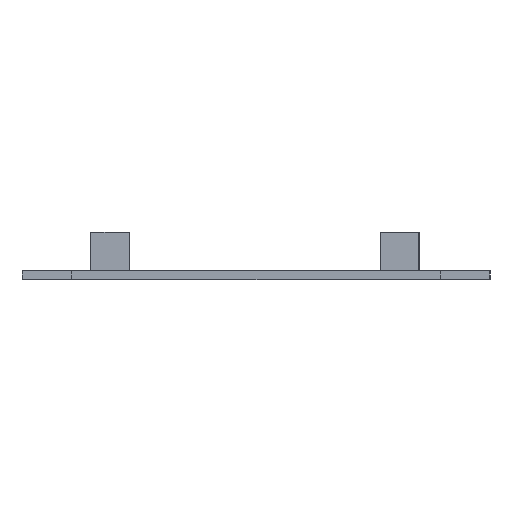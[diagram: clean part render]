
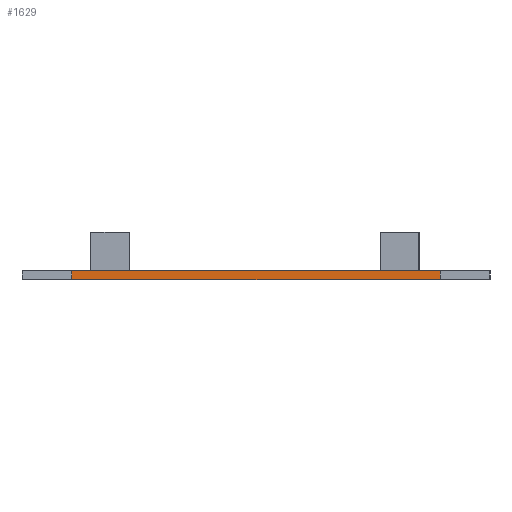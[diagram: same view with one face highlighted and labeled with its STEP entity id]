
A CAD part, left-side view. The second image highlights one B-rep face of the part: STEP entity #1629.
In plain terms, the highlighted planar face has unit normal (-1, 0, 0).
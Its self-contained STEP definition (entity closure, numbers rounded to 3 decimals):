
#1604 = VERTEX_POINT('',#1605);
#1605 = CARTESIAN_POINT('',(0.013,48.657,0.624));
#1611 = EDGE_CURVE('',#1612,#1604,#1614,.T.);
#1612 = VERTEX_POINT('',#1613);
#1613 = CARTESIAN_POINT('',(0.013,48.657,0.));
#1614 = LINE('',#1615,#1616);
#1615 = CARTESIAN_POINT('',(0.013,48.657,0.));
#1616 = VECTOR('',#1617,1.);
#1617 = DIRECTION('',(0.,0.,1.));
#1629 = ADVANCED_FACE('',(#1630),#1655,.F.);
#1630 = FACE_BOUND('',#1631,.F.);
#1631 = EDGE_LOOP('',(#1632,#1633,#1641,#1649));
#1632 = ORIENTED_EDGE('',*,*,#1611,.T.);
#1633 = ORIENTED_EDGE('',*,*,#1634,.T.);
#1634 = EDGE_CURVE('',#1604,#1635,#1637,.T.);
#1635 = VERTEX_POINT('',#1636);
#1636 = CARTESIAN_POINT('',(0.013,22.657,0.624));
#1637 = LINE('',#1638,#1639);
#1638 = CARTESIAN_POINT('',(0.013,48.657,0.624));
#1639 = VECTOR('',#1640,1.);
#1640 = DIRECTION('',(0.,-1.,0.));
#1641 = ORIENTED_EDGE('',*,*,#1642,.F.);
#1642 = EDGE_CURVE('',#1643,#1635,#1645,.T.);
#1643 = VERTEX_POINT('',#1644);
#1644 = CARTESIAN_POINT('',(0.013,22.657,0.));
#1645 = LINE('',#1646,#1647);
#1646 = CARTESIAN_POINT('',(0.013,22.657,0.));
#1647 = VECTOR('',#1648,1.);
#1648 = DIRECTION('',(0.,0.,1.));
#1649 = ORIENTED_EDGE('',*,*,#1650,.F.);
#1650 = EDGE_CURVE('',#1612,#1643,#1651,.T.);
#1651 = LINE('',#1652,#1653);
#1652 = CARTESIAN_POINT('',(0.013,48.657,0.));
#1653 = VECTOR('',#1654,1.);
#1654 = DIRECTION('',(0.,-1.,0.));
#1655 = PLANE('',#1656);
#1656 = AXIS2_PLACEMENT_3D('',#1657,#1658,#1659);
#1657 = CARTESIAN_POINT('',(0.013,48.657,0.));
#1658 = DIRECTION('',(1.,0.,-0.));
#1659 = DIRECTION('',(0.,-1.,0.));
